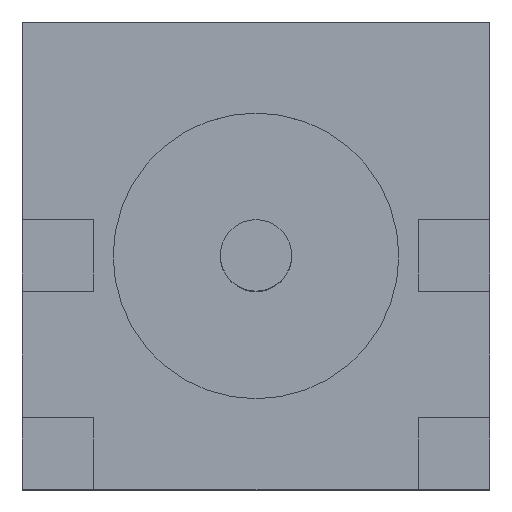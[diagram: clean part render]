
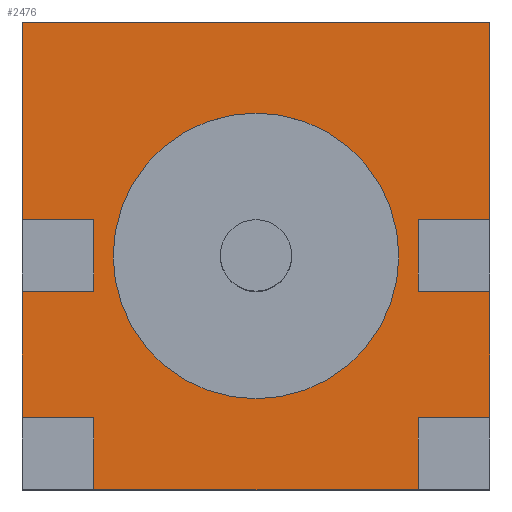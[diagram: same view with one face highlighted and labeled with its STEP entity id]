
A CAD part, top view. The second image highlights one B-rep face of the part: STEP entity #2476.
In plain terms, the highlighted face is planar.
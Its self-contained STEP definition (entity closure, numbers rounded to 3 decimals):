
#3 = EDGE_CURVE ( 'NONE', #2149, #502, #2533, .T. ) ;
#47 = EDGE_CURVE ( 'NONE', #502, #1221, #1954, .T. ) ;
#105 = VECTOR ( 'NONE', #2436, 1000. ) ;
#134 = CARTESIAN_POINT ( 'NONE',  ( -2.275, 1.5, -0.5 ) ) ;
#135 = EDGE_CURVE ( 'NONE', #2509, #815, #1607, .T. ) ;
#137 = CARTESIAN_POINT ( 'NONE',  ( 2.275, 1.5, 2.275 ) ) ;
#150 = LINE ( 'NONE', #2762, #1764 ) ;
#155 = EDGE_CURVE ( 'NONE', #1370, #1022, #900, .T. ) ;
#188 = DIRECTION ( 'NONE',  ( -1., 0., 0. ) ) ;
#201 = VECTOR ( 'NONE', #188, 1000. ) ;
#215 = CARTESIAN_POINT ( 'NONE',  ( 0., 1.5, 0.5 ) ) ;
#217 = CARTESIAN_POINT ( 'NONE',  ( 2.275, 1.5, 0. ) ) ;
#234 = VERTEX_POINT ( 'NONE', #1737 ) ;
#309 = EDGE_LOOP ( 'NONE', ( #497, #2167, #1476, #1934, #1894, #1719, #2250, #656, #1938, #2504, #897, #1613, #1110, #908, #1206, #2212 ) ) ;
#332 = CARTESIAN_POINT ( 'NONE',  ( 2.275, 1.5, 0.5 ) ) ;
#366 = DIRECTION ( 'NONE',  ( -1., 0., 0. ) ) ;
#370 = DIRECTION ( 'NONE',  ( 0., 0., 1. ) ) ;
#375 = VECTOR ( 'NONE', #1716, 1000. ) ;
#393 = EDGE_CURVE ( 'NONE', #2826, #2234, #582, .T. ) ;
#394 = CARTESIAN_POINT ( 'NONE',  ( 0., 1.5, -0.5 ) ) ;
#396 = DIRECTION ( 'NONE',  ( -1., 0., 0. ) ) ;
#401 = CARTESIAN_POINT ( 'NONE',  ( 0., 1.5, 0. ) ) ;
#416 = CARTESIAN_POINT ( 'NONE',  ( 0., 1.5, 0.5 ) ) ;
#425 = VECTOR ( 'NONE', #1706, 1000. ) ;
#454 = VECTOR ( 'NONE', #396, 1000. ) ;
#464 = EDGE_CURVE ( 'NONE', #1185, #1370, #2292, .T. ) ;
#469 = CARTESIAN_POINT ( 'NONE',  ( -2.275, 1.5, 0. ) ) ;
#472 = CARTESIAN_POINT ( 'NONE',  ( 3.275, 1.5, -3.275 ) ) ;
#497 = ORIENTED_EDGE ( 'NONE', *, *, #1773, .F. ) ;
#502 = VERTEX_POINT ( 'NONE', #1914 ) ;
#564 = CARTESIAN_POINT ( 'NONE',  ( 3.275, 1.5, -3.275 ) ) ;
#576 = DIRECTION ( 'NONE',  ( 0., 0., -1. ) ) ;
#582 = LINE ( 'NONE', #564, #1331 ) ;
#595 = DIRECTION ( 'NONE',  ( 0., 0., 1. ) ) ;
#601 = EDGE_CURVE ( 'NONE', #2826, #1022, #2365, .T. ) ;
#621 = VECTOR ( 'NONE', #2664, 1000. ) ;
#622 = CARTESIAN_POINT ( 'NONE',  ( 0., 1.5, 2.275 ) ) ;
#628 = DIRECTION ( 'NONE',  ( 0., 0., 1. ) ) ;
#650 = DIRECTION ( 'NONE',  ( 0., 1., 0. ) ) ;
#656 = ORIENTED_EDGE ( 'NONE', *, *, #2584, .F. ) ;
#672 = AXIS2_PLACEMENT_3D ( 'NONE', #401, #650, #854 ) ;
#674 = VERTEX_POINT ( 'NONE', #881 ) ;
#760 = VERTEX_POINT ( 'NONE', #2331 ) ;
#806 = CIRCLE ( 'NONE', #1235, 2. ) ;
#815 = VERTEX_POINT ( 'NONE', #821 ) ;
#821 = CARTESIAN_POINT ( 'NONE',  ( 0., 1.5, 2. ) ) ;
#848 = CARTESIAN_POINT ( 'NONE',  ( -3.275, 1.5, -3.275 ) ) ;
#854 = DIRECTION ( 'NONE',  ( 0., 0., 1. ) ) ;
#855 = CARTESIAN_POINT ( 'NONE',  ( 3.275, 1.5, 0.5 ) ) ;
#872 = VERTEX_POINT ( 'NONE', #1684 ) ;
#881 = CARTESIAN_POINT ( 'NONE',  ( -2.275, 1.5, 0.5 ) ) ;
#883 = LINE ( 'NONE', #416, #454 ) ;
#886 = CARTESIAN_POINT ( 'NONE',  ( 2.275, 1.5, 3.275 ) ) ;
#896 = PLANE ( 'NONE',  #2502 ) ;
#897 = ORIENTED_EDGE ( 'NONE', *, *, #2665, .F. ) ;
#900 = LINE ( 'NONE', #217, #375 ) ;
#908 = ORIENTED_EDGE ( 'NONE', *, *, #601, .F. ) ;
#929 = VECTOR ( 'NONE', #366, 1000. ) ;
#942 = LINE ( 'NONE', #469, #105 ) ;
#1022 = VERTEX_POINT ( 'NONE', #137 ) ;
#1058 = CARTESIAN_POINT ( 'NONE',  ( 0., 1.5, 2.275 ) ) ;
#1084 = VECTOR ( 'NONE', #370, 1000. ) ;
#1091 = DIRECTION ( 'NONE',  ( 0., 0., 1. ) ) ;
#1107 = DIRECTION ( 'NONE',  ( 1., 0., 0. ) ) ;
#1110 = ORIENTED_EDGE ( 'NONE', *, *, #155, .T. ) ;
#1185 = VERTEX_POINT ( 'NONE', #2824 ) ;
#1206 = ORIENTED_EDGE ( 'NONE', *, *, #393, .T. ) ;
#1221 = VERTEX_POINT ( 'NONE', #848 ) ;
#1235 = AXIS2_PLACEMENT_3D ( 'NONE', #1738, #1500, #628 ) ;
#1263 = EDGE_CURVE ( 'NONE', #1908, #234, #2346, .T. ) ;
#1282 = FACE_OUTER_BOUND ( 'NONE', #309, .T. ) ;
#1314 = EDGE_CURVE ( 'NONE', #2234, #1958, #883, .T. ) ;
#1331 = VECTOR ( 'NONE', #576, 1000. ) ;
#1333 = EDGE_LOOP ( 'NONE', ( #2558, #1338 ) ) ;
#1338 = ORIENTED_EDGE ( 'NONE', *, *, #135, .F. ) ;
#1343 = LINE ( 'NONE', #215, #2613 ) ;
#1362 = EDGE_CURVE ( 'NONE', #1454, #1544, #1417, .T. ) ;
#1370 = VERTEX_POINT ( 'NONE', #886 ) ;
#1417 = LINE ( 'NONE', #2189, #2207 ) ;
#1454 = VERTEX_POINT ( 'NONE', #2833 ) ;
#1456 = DIRECTION ( 'NONE',  ( 0., 0., 1. ) ) ;
#1476 = ORIENTED_EDGE ( 'NONE', *, *, #3, .T. ) ;
#1500 = DIRECTION ( 'NONE',  ( 0., 1., 0. ) ) ;
#1544 = VERTEX_POINT ( 'NONE', #134 ) ;
#1567 = EDGE_CURVE ( 'NONE', #1221, #1454, #150, .T. ) ;
#1595 = CARTESIAN_POINT ( 'NONE',  ( -3.275, 1.5, 2.275 ) ) ;
#1607 = CIRCLE ( 'NONE', #672, 2. ) ;
#1613 = ORIENTED_EDGE ( 'NONE', *, *, #464, .T. ) ;
#1625 = EDGE_CURVE ( 'NONE', #2149, #760, #2750, .T. ) ;
#1684 = CARTESIAN_POINT ( 'NONE',  ( -3.275, 1.5, 0.5 ) ) ;
#1706 = DIRECTION ( 'NONE',  ( -1., 0., 0. ) ) ;
#1716 = DIRECTION ( 'NONE',  ( 0., 0., -1. ) ) ;
#1719 = ORIENTED_EDGE ( 'NONE', *, *, #1362, .T. ) ;
#1737 = CARTESIAN_POINT ( 'NONE',  ( -2.275, 1.5, 2.275 ) ) ;
#1738 = CARTESIAN_POINT ( 'NONE',  ( 0., 1.5, 0. ) ) ;
#1763 = DIRECTION ( 'NONE',  ( 0., 1., 0. ) ) ;
#1764 = VECTOR ( 'NONE', #1456, 1000. ) ;
#1773 = EDGE_CURVE ( 'NONE', #760, #1958, #1965, .T. ) ;
#1861 = DIRECTION ( 'NONE',  ( 1., 0., 0. ) ) ;
#1894 = ORIENTED_EDGE ( 'NONE', *, *, #1567, .T. ) ;
#1908 = VERTEX_POINT ( 'NONE', #1595 ) ;
#1914 = CARTESIAN_POINT ( 'NONE',  ( 3.275, 1.5, -3.275 ) ) ;
#1934 = ORIENTED_EDGE ( 'NONE', *, *, #47, .T. ) ;
#1938 = ORIENTED_EDGE ( 'NONE', *, *, #2159, .T. ) ;
#1954 = LINE ( 'NONE', #2630, #201 ) ;
#1958 = VERTEX_POINT ( 'NONE', #332 ) ;
#1962 = VECTOR ( 'NONE', #595, 1000. ) ;
#1965 = LINE ( 'NONE', #2244, #2035 ) ;
#1980 = CARTESIAN_POINT ( 'NONE',  ( 0., 1.5, -2. ) ) ;
#1998 = LINE ( 'NONE', #2146, #1962 ) ;
#2035 = VECTOR ( 'NONE', #2452, 1000. ) ;
#2077 = CARTESIAN_POINT ( 'NONE',  ( -3.275, 1.5, 3.275 ) ) ;
#2108 = VECTOR ( 'NONE', #2171, 1000. ) ;
#2129 = CARTESIAN_POINT ( 'NONE',  ( -3.275, 1.5, -3.275 ) ) ;
#2146 = CARTESIAN_POINT ( 'NONE',  ( -2.275, 1.5, 0. ) ) ;
#2149 = VERTEX_POINT ( 'NONE', #2582 ) ;
#2159 = EDGE_CURVE ( 'NONE', #872, #1908, #2817, .T. ) ;
#2167 = ORIENTED_EDGE ( 'NONE', *, *, #1625, .F. ) ;
#2171 = DIRECTION ( 'NONE',  ( 1., 0., 0. ) ) ;
#2189 = CARTESIAN_POINT ( 'NONE',  ( 0., 1.5, -0.5 ) ) ;
#2207 = VECTOR ( 'NONE', #2628, 1000. ) ;
#2212 = ORIENTED_EDGE ( 'NONE', *, *, #1314, .T. ) ;
#2234 = VERTEX_POINT ( 'NONE', #855 ) ;
#2244 = CARTESIAN_POINT ( 'NONE',  ( 2.275, 1.5, 0. ) ) ;
#2248 = EDGE_CURVE ( 'NONE', #815, #2509, #806, .T. ) ;
#2250 = ORIENTED_EDGE ( 'NONE', *, *, #2366, .T. ) ;
#2292 = LINE ( 'NONE', #2077, #2425 ) ;
#2331 = CARTESIAN_POINT ( 'NONE',  ( 2.275, 1.5, -0.5 ) ) ;
#2346 = LINE ( 'NONE', #622, #2108 ) ;
#2365 = LINE ( 'NONE', #1058, #929 ) ;
#2366 = EDGE_CURVE ( 'NONE', #1544, #674, #1998, .T. ) ;
#2425 = VECTOR ( 'NONE', #1861, 1000. ) ;
#2436 = DIRECTION ( 'NONE',  ( 0., 0., -1. ) ) ;
#2452 = DIRECTION ( 'NONE',  ( 0., 0., 1. ) ) ;
#2472 = FACE_BOUND ( 'NONE', #1333, .T. ) ;
#2476 = ADVANCED_FACE ( 'NONE', ( #2472, #1282 ), #896, .T. ) ;
#2483 = CARTESIAN_POINT ( 'NONE',  ( 3.275, 1.5, 2.275 ) ) ;
#2502 = AXIS2_PLACEMENT_3D ( 'NONE', #2622, #1763, #1091 ) ;
#2504 = ORIENTED_EDGE ( 'NONE', *, *, #1263, .T. ) ;
#2509 = VERTEX_POINT ( 'NONE', #1980 ) ;
#2533 = LINE ( 'NONE', #472, #621 ) ;
#2558 = ORIENTED_EDGE ( 'NONE', *, *, #2248, .F. ) ;
#2582 = CARTESIAN_POINT ( 'NONE',  ( 3.275, 1.5, -0.5 ) ) ;
#2584 = EDGE_CURVE ( 'NONE', #872, #674, #1343, .T. ) ;
#2613 = VECTOR ( 'NONE', #1107, 1000. ) ;
#2622 = CARTESIAN_POINT ( 'NONE',  ( 0., 1.5, 0. ) ) ;
#2628 = DIRECTION ( 'NONE',  ( 1., 0., 0. ) ) ;
#2630 = CARTESIAN_POINT ( 'NONE',  ( -3.275, 1.5, -3.275 ) ) ;
#2664 = DIRECTION ( 'NONE',  ( 0., 0., -1. ) ) ;
#2665 = EDGE_CURVE ( 'NONE', #1185, #234, #942, .T. ) ;
#2750 = LINE ( 'NONE', #394, #425 ) ;
#2762 = CARTESIAN_POINT ( 'NONE',  ( -3.275, 1.5, -3.275 ) ) ;
#2817 = LINE ( 'NONE', #2129, #1084 ) ;
#2824 = CARTESIAN_POINT ( 'NONE',  ( -2.275, 1.5, 3.275 ) ) ;
#2826 = VERTEX_POINT ( 'NONE', #2483 ) ;
#2833 = CARTESIAN_POINT ( 'NONE',  ( -3.275, 1.5, -0.5 ) ) ;
